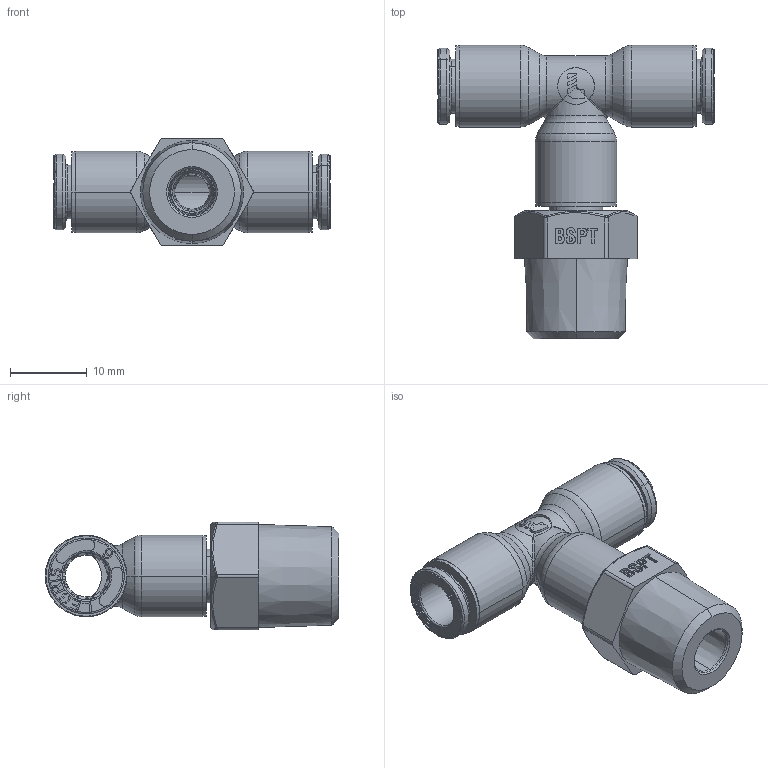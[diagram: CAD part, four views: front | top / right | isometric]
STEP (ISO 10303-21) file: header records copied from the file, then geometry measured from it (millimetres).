
FILE_DESCRIPTION(('STEP AP214'),'1');
FILE_NAME('6878_06_13.stp','2016-07-07T14:47:22',('TraceParts'),('TraceParts S.A.'),'Spatial InterOp 3D',' ',' ');
FILE_SCHEMA(('automotive_design'));
Length unit declared in the file: millimetre
Products named in the file (17): 6878 06 13|44106-64_ASM_1884#44106-64_ASM|44106-26_1880#44106-26;Solide1; 6878 06 13|44106-64_ASM_1884#44106-64_ASM|44106_1881#44106;Solide1; 6878 06 13|44106-64_ASM_1884#44106-64_ASM|44106-27_1882#44106-27;Solide1; 6878 06 13|44106-64_ASM_1884#44106-64_ASM|44126-20_1883#44126-20;Solide1; 6878 06 13|44106-64_ASM_1886#44106-64_ASM|44106-26_1880#44106-26;Solide1; 6878 06 13|44106-64_ASM_1886#44106-64_ASM|44106_1881#44106;Solide1; 6878 06 13|44106-64_ASM_1886#44106-64_ASM|44106-27_1882#44106-27;Solide1; 6878 06 13|44106-64_ASM_1886#44106-64_ASM|44126-20_1883#44126-20;Solide1; 6878 06 13|44106-64_ASM_1888#44106-64_ASM|44106-26_1880#44106-26;Solide1; 6878 06 13|44106-64_ASM_1888#44106-64_ASM|44106_1881#44106;Solide1; 6878 06 13|44106-64_ASM_1888#44106-64_ASM|44106-27_1882#44106-27;Solide1; 6878 06 13|44106-64_ASM_1888#44106-64_ASM|44126-20_1883#44126-20;Solide1; 6878 06 13|44516-04_1878#44516-04;Solide1; 6878 06 13|44106-11-10-ASM_1879#44106-11-10-ASM;Solide1; 6878 06 13|44106-11-10-ASM_1885#44106-11-10-ASM;Solide1; 6878 06 13|44106-11-10_1887#44106-11-10;Solide1; 6878 06 13|44516-46_RAINURE_1889#44516-46_RAINURE;Solide1
Bounding box: 36.04 x 38.23 x 14 mm (x, y, z)
Volume: 4061.3 mm3; surface area: 7682.9 mm2
Topology: 17 solids, 17 shells, 1945 faces, 5095 edges, 3236 vertices
Faces by surface type: plane 941, cylinder 311, cone 251, bspline 238, torus 198, sphere 6
Entity records: 85646 total; most frequent: CARTESIAN_POINT 22349, ORIENTED_EDGE 10178, DIRECTION 9534, EDGE_CURVE 5089, AXIS2_PLACEMENT_3D 3255, VERTEX_POINT 3236, LINE 3024, VECTOR 3024
